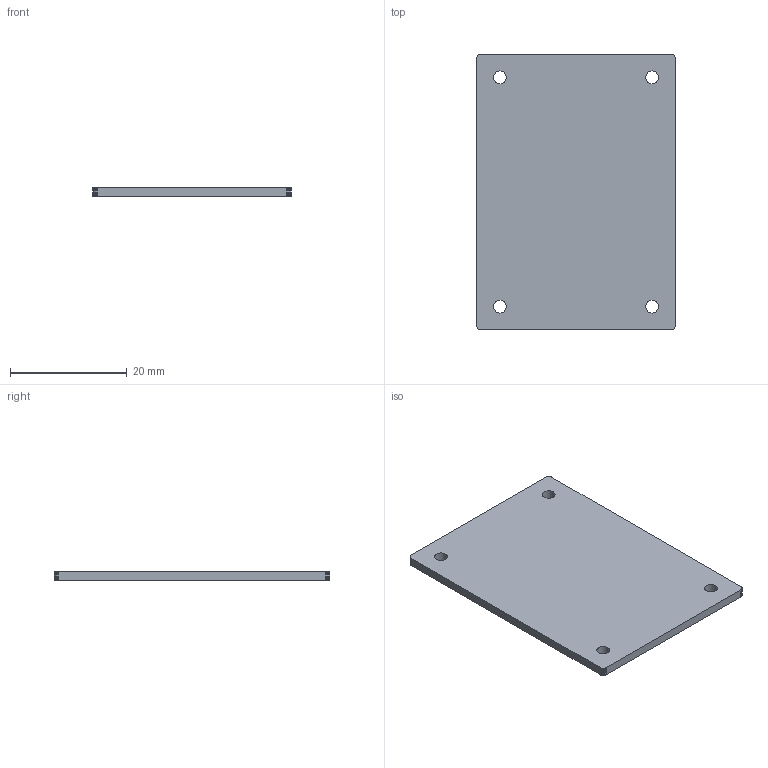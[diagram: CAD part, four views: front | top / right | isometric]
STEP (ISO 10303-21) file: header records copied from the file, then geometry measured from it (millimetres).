
FILE_DESCRIPTION(/* description */ (''),/* implementation_level */ '2;1');
FILE_NAME(/* name */ 'cover.step',/* time_stamp */ '2023-08-08T08:35:59+08:00',/* author */ (''),/* organization */ (''),/* preprocessor_version */ 'ST-DEVELOPER v20',/* originating_system */ 'Autodesk Translation Framework v12.9.0.99',/* authorisation */ '');
FILE_SCHEMA (('AUTOMOTIVE_DESIGN { 1 0 10303 214 3 1 1 }'));
Length unit declared in the file: millimetre
Products named in the file (1): Cover/Plate
Bounding box: 34.08 x 47.31 x 1.5 mm (x, y, z)
Volume: 2395.2 mm3; surface area: 3477.3 mm2
Topology: 1 solids, 1 shells, 38 faces, 108 edges, 72 vertices
Faces by surface type: plane 34, cylinder 4
Full cylindrical faces by diameter (mm): 2.2 x4
Entity records: 1276 total; most frequent: CARTESIAN_POINT 219, ORIENTED_EDGE 216, DIRECTION 194, EDGE_CURVE 108, LINE 100, VECTOR 100, VERTEX_POINT 72, AXIS2_PLACEMENT_3D 47
